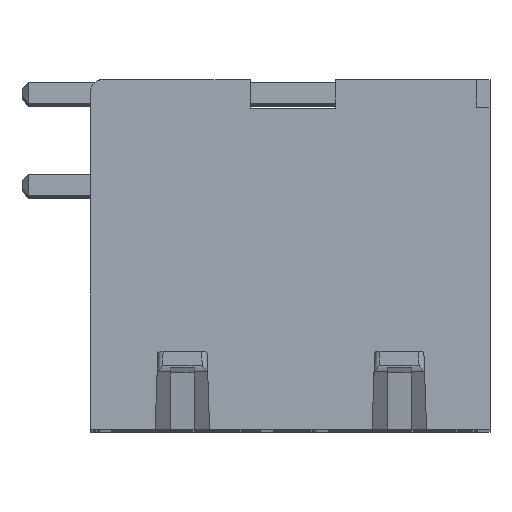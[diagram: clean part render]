
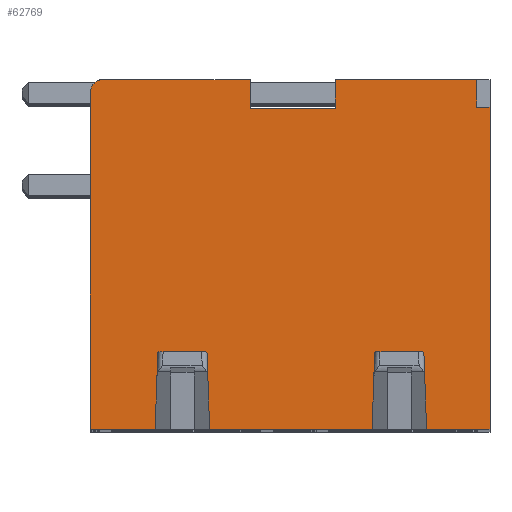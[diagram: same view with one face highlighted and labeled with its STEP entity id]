
A CAD part, top view. The second image highlights one B-rep face of the part: STEP entity #62769.
In plain terms, the highlighted planar face has unit normal (0, 0, 1).
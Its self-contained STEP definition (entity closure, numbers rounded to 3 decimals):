
#16505=DIRECTION('',(-1.,0.,0.));
#16506=VECTOR('',#16505,5.39);
#16507=CARTESIAN_POINT('',(11.703,13.3,33.7));
#16508=LINE('',#16507,#16506);
#16745=DIRECTION('',(0.,-1.,0.));
#16746=VECTOR('',#16745,1.092);
#16747=CARTESIAN_POINT('',(6.313,13.3,33.7));
#16748=LINE('',#16747,#16746);
#16869=DIRECTION('',(0.,1.,0.));
#16870=VECTOR('',#16869,1.092);
#16871=CARTESIAN_POINT('',(3.074,12.208,33.7));
#16872=LINE('',#16871,#16870);
#17485=DIRECTION('',(-1.,0.,0.));
#17486=VECTOR('',#17485,5.716);
#17487=CARTESIAN_POINT('',(3.074,13.3,33.7));
#17488=LINE('',#17487,#17486);
#17969=DIRECTION('',(0.,-1.,0.));
#17970=VECTOR('',#17969,0.02);
#17971=CARTESIAN_POINT('',(-2.641,13.3,33.7));
#17972=LINE('',#17971,#17970);
#21411=DIRECTION('',(-1.,0.,0.));
#21412=VECTOR('',#21411,3.238);
#21413=CARTESIAN_POINT('',(6.313,12.208,33.7));
#21414=LINE('',#21413,#21412);
#21415=DIRECTION('',(-0.035,-0.999,0.));
#21416=VECTOR('',#21415,2.716);
#21417=CARTESIAN_POINT('',(-0.443,2.714,33.7));
#21418=LINE('',#21417,#21416);
#21419=DIRECTION('',(-1.,0.,0.));
#21420=VECTOR('',#21419,2.463);
#21421=CARTESIAN_POINT('',(-0.537,0.,33.7));
#21422=LINE('',#21421,#21420);
#21423=DIRECTION('',(0.,1.,0.));
#21424=VECTOR('',#21423,12.8);
#21425=CARTESIAN_POINT('',(-3.,0.,33.7));
#21426=LINE('',#21425,#21424);
#21427=CARTESIAN_POINT('',(-2.5,12.8,33.7));
#21428=DIRECTION('',(0.,0.,-1.));
#21429=DIRECTION('',(-1.,0.,0.));
#21430=AXIS2_PLACEMENT_3D('',#21427,#21428,#21429);
#21432=DIRECTION('',(0.,-1.,0.));
#21433=VECTOR('',#21432,12.25);
#21434=CARTESIAN_POINT('',(12.2,12.25,33.7));
#21435=LINE('',#21434,#21433);
#21436=DIRECTION('',(-1.,0.,0.));
#21437=VECTOR('',#21436,2.413);
#21438=CARTESIAN_POINT('',(12.2,0.,33.7));
#21439=LINE('',#21438,#21437);
#21440=DIRECTION('',(-0.035,0.999,0.));
#21441=VECTOR('',#21440,2.716);
#21442=CARTESIAN_POINT('',(9.787,0.,33.7));
#21443=LINE('',#21442,#21441);
#21444=DIRECTION('',(-0.035,-0.999,0.));
#21445=VECTOR('',#21444,2.716);
#21446=CARTESIAN_POINT('',(7.807,2.714,33.7));
#21447=LINE('',#21446,#21445);
#21448=DIRECTION('',(-1.,0.,0.));
#21449=VECTOR('',#21448,6.175);
#21450=CARTESIAN_POINT('',(7.713,0.,33.7));
#21451=LINE('',#21450,#21449);
#21452=DIRECTION('',(-0.035,0.999,0.));
#21453=VECTOR('',#21452,2.716);
#21454=CARTESIAN_POINT('',(1.537,0.,33.7));
#21455=LINE('',#21454,#21453);
#21480=DIRECTION('',(1.,0.,0.));
#21481=VECTOR('',#21480,1.885);
#21482=CARTESIAN_POINT('',(-0.443,2.714,33.7));
#21483=LINE('',#21482,#21481);
#21637=DIRECTION('',(0.,1.,0.));
#21638=VECTOR('',#21637,1.05);
#21639=CARTESIAN_POINT('',(11.703,12.25,33.7));
#21640=LINE('',#21639,#21638);
#21653=DIRECTION('',(-1.,0.,0.));
#21654=VECTOR('',#21653,0.497);
#21655=CARTESIAN_POINT('',(12.2,12.25,33.7));
#21656=LINE('',#21655,#21654);
#21673=DIRECTION('',(1.,0.,0.));
#21674=VECTOR('',#21673,1.885);
#21675=CARTESIAN_POINT('',(7.807,2.714,33.7));
#21676=LINE('',#21675,#21674);
#23647=CARTESIAN_POINT('',(-3.,0.,33.7));
#23648=VERTEX_POINT('',#23647);
#23649=CARTESIAN_POINT('',(-0.537,0.,33.7));
#23650=VERTEX_POINT('',#23649);
#23655=CARTESIAN_POINT('',(1.537,0.,33.7));
#23656=VERTEX_POINT('',#23655);
#23657=CARTESIAN_POINT('',(7.713,0.,33.7));
#23658=VERTEX_POINT('',#23657);
#23663=CARTESIAN_POINT('',(9.787,0.,33.7));
#23664=VERTEX_POINT('',#23663);
#23665=CARTESIAN_POINT('',(12.2,0.,33.7));
#23666=VERTEX_POINT('',#23665);
#23747=CARTESIAN_POINT('',(12.2,12.25,33.7));
#23748=VERTEX_POINT('',#23747);
#23755=CARTESIAN_POINT('',(11.703,13.3,33.7));
#23756=VERTEX_POINT('',#23755);
#23757=CARTESIAN_POINT('',(6.313,13.3,33.7));
#23758=VERTEX_POINT('',#23757);
#23759=CARTESIAN_POINT('',(6.313,12.208,33.7));
#23760=VERTEX_POINT('',#23759);
#23769=CARTESIAN_POINT('',(3.074,12.208,33.7));
#23770=CARTESIAN_POINT('',(3.074,13.3,33.7));
#23771=VERTEX_POINT('',#23769);
#23772=VERTEX_POINT('',#23770);
#23781=CARTESIAN_POINT('',(-2.641,13.3,33.7));
#23782=VERTEX_POINT('',#23781);
#23783=CARTESIAN_POINT('',(-2.641,13.28,33.7));
#23784=VERTEX_POINT('',#23783);
#23813=CARTESIAN_POINT('',(-0.443,2.714,33.7));
#23814=VERTEX_POINT('',#23813);
#23815=CARTESIAN_POINT('',(-3.,12.8,33.7));
#23816=VERTEX_POINT('',#23815);
#23817=CARTESIAN_POINT('',(11.703,12.25,33.7));
#23818=VERTEX_POINT('',#23817);
#23819=CARTESIAN_POINT('',(9.693,2.714,33.7));
#23820=VERTEX_POINT('',#23819);
#23821=CARTESIAN_POINT('',(7.807,2.714,33.7));
#23822=VERTEX_POINT('',#23821);
#23823=CARTESIAN_POINT('',(1.443,2.714,33.7));
#23824=VERTEX_POINT('',#23823);
#62732=CARTESIAN_POINT('',(0.,0.,33.7));
#62733=DIRECTION('',(0.,0.,1.));
#62734=DIRECTION('',(1.,0.,0.));
#62735=AXIS2_PLACEMENT_3D('',#62732,#62733,#62734);
#62736=PLANE('',#62735);
#62738=ORIENTED_EDGE('',*,*,#62737,.T.);
#62739=ORIENTED_EDGE('',*,*,#31213,.T.);
#62741=ORIENTED_EDGE('',*,*,#62740,.T.);
#62743=ORIENTED_EDGE('',*,*,#62742,.T.);
#62744=ORIENTED_EDGE('',*,*,#56421,.F.);
#62745=ORIENTED_EDGE('',*,*,#56391,.F.);
#62746=ORIENTED_EDGE('',*,*,#55192,.F.);
#62747=ORIENTED_EDGE('',*,*,#62727,.F.);
#62748=ORIENTED_EDGE('',*,*,#54920,.F.);
#62749=ORIENTED_EDGE('',*,*,#54905,.F.);
#62751=ORIENTED_EDGE('',*,*,#62750,.F.);
#62753=ORIENTED_EDGE('',*,*,#62752,.F.);
#62754=ORIENTED_EDGE('',*,*,#54608,.T.);
#62755=ORIENTED_EDGE('',*,*,#31229,.T.);
#62757=ORIENTED_EDGE('',*,*,#62756,.T.);
#62759=ORIENTED_EDGE('',*,*,#62758,.F.);
#62761=ORIENTED_EDGE('',*,*,#62760,.T.);
#62762=ORIENTED_EDGE('',*,*,#31221,.T.);
#62764=ORIENTED_EDGE('',*,*,#62763,.T.);
#62766=ORIENTED_EDGE('',*,*,#62765,.F.);
#62767=EDGE_LOOP('',(#62738,#62739,#62741,#62743,#62744,#62745,#62746,#62747,
#62748,#62749,#62751,#62753,#62754,#62755,#62757,#62759,#62761,#62762,#62764,
#62766));
#62768=FACE_OUTER_BOUND('',#62767,.F.);
#62769=ADVANCED_FACE('',(#62768),#62736,.T.);
#21431=CIRCLE('',#21430,0.5);
#31213=EDGE_CURVE('',#23650,#23648,#21422,.T.);
#31221=EDGE_CURVE('',#23658,#23656,#21451,.T.);
#31229=EDGE_CURVE('',#23666,#23664,#21439,.T.);
#54608=EDGE_CURVE('',#23748,#23666,#21435,.T.);
#54905=EDGE_CURVE('',#23756,#23758,#16508,.T.);
#54920=EDGE_CURVE('',#23758,#23760,#16748,.T.);
#55192=EDGE_CURVE('',#23771,#23772,#16872,.T.);
#56391=EDGE_CURVE('',#23772,#23782,#17488,.T.);
#56421=EDGE_CURVE('',#23782,#23784,#17972,.T.);
#62727=EDGE_CURVE('',#23760,#23771,#21414,.T.);
#62737=EDGE_CURVE('',#23814,#23650,#21418,.T.);
#62740=EDGE_CURVE('',#23648,#23816,#21426,.T.);
#62742=EDGE_CURVE('',#23816,#23784,#21431,.T.);
#62750=EDGE_CURVE('',#23818,#23756,#21640,.T.);
#62752=EDGE_CURVE('',#23748,#23818,#21656,.T.);
#62756=EDGE_CURVE('',#23664,#23820,#21443,.T.);
#62758=EDGE_CURVE('',#23822,#23820,#21676,.T.);
#62760=EDGE_CURVE('',#23822,#23658,#21447,.T.);
#62763=EDGE_CURVE('',#23656,#23824,#21455,.T.);
#62765=EDGE_CURVE('',#23814,#23824,#21483,.T.);
